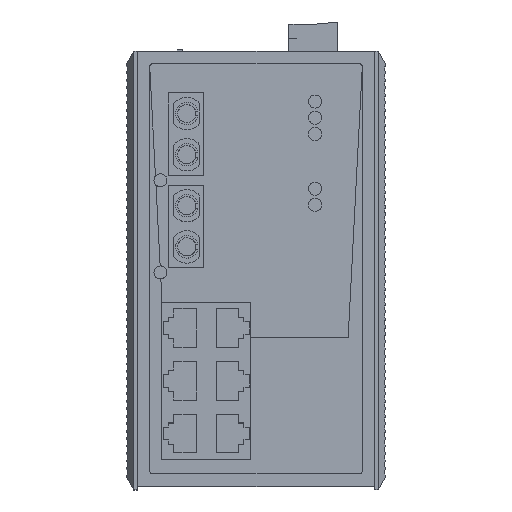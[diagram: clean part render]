
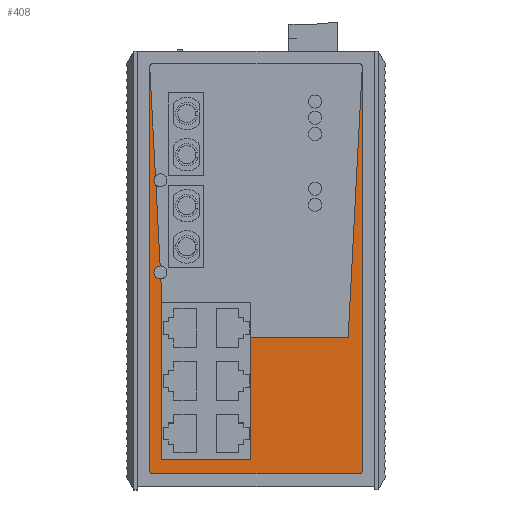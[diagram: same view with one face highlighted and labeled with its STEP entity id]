
A CAD part, top view. The second image highlights one B-rep face of the part: STEP entity #408.
In plain terms, the highlighted planar face has unit normal (0, 0, 1).
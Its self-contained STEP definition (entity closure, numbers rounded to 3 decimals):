
#261=AXIS2_PLACEMENT_3D('Plane Axis2P3D',#258,#259,#260) ;
#274=AXIS2_PLACEMENT_3D('Circle Axis2P3D',#272,#273,$) ;
#281=AXIS2_PLACEMENT_3D('Circle Axis2P3D',#279,#280,$) ;
#378=AXIS2_PLACEMENT_3D('Circle Axis2P3D',#376,#377,$) ;
#385=AXIS2_PLACEMENT_3D('Circle Axis2P3D',#383,#384,$) ;
#40=CARTESIAN_POINT('Vertex',(7.277,5.8,113.2)) ;
#45=CARTESIAN_POINT('Line Origine',(7.277,68.,113.2)) ;
#49=CARTESIAN_POINT('Vertex',(7.277,130.2,113.2)) ;
#258=CARTESIAN_POINT('Axis2P3D Location',(0.,0.5,113.2)) ;
#263=CARTESIAN_POINT('Line Origine',(9.837,81.352,113.2)) ;
#267=CARTESIAN_POINT('Vertex',(9.183,93.836,113.2)) ;
#269=CARTESIAN_POINT('Vertex',(10.491,68.868,113.2)) ;
#272=CARTESIAN_POINT('Axis2P3D Location',(10.577,95.27,113.2)) ;
#276=CARTESIAN_POINT('Vertex',(8.577,95.27,113.2)) ;
#279=CARTESIAN_POINT('Axis2P3D Location',(10.577,95.27,113.2)) ;
#283=CARTESIAN_POINT('Vertex',(9.041,96.55,113.2)) ;
#286=CARTESIAN_POINT('Line Origine',(8.159,113.375,113.2)) ;
#292=CARTESIAN_POINT('Control Point',(8.277,4.8,113.2)) ;
#293=CARTESIAN_POINT('Control Point',(7.884,4.8,113.2)) ;
#294=CARTESIAN_POINT('Control Point',(7.487,5.01,113.2)) ;
#295=CARTESIAN_POINT('Control Point',(7.277,5.407,113.2)) ;
#296=CARTESIAN_POINT('Control Point',(7.277,5.8,113.2)) ;
#297=CARTESIAN_POINT('Vertex',(8.277,4.8,113.2)) ;
#301=CARTESIAN_POINT('Control Point',(71.777,4.8,113.2)) ;
#302=CARTESIAN_POINT('Control Point',(55.902,4.8,113.2)) ;
#303=CARTESIAN_POINT('Control Point',(40.027,4.8,113.2)) ;
#304=CARTESIAN_POINT('Control Point',(24.152,4.8,113.2)) ;
#305=CARTESIAN_POINT('Control Point',(8.277,4.8,113.2)) ;
#306=CARTESIAN_POINT('Vertex',(71.777,4.8,113.2)) ;
#310=CARTESIAN_POINT('Control Point',(72.777,5.8,113.2)) ;
#311=CARTESIAN_POINT('Control Point',(72.777,5.407,113.2)) ;
#312=CARTESIAN_POINT('Control Point',(72.568,5.01,113.2)) ;
#313=CARTESIAN_POINT('Control Point',(72.17,4.8,113.2)) ;
#314=CARTESIAN_POINT('Control Point',(71.777,4.8,113.2)) ;
#315=CARTESIAN_POINT('Vertex',(72.777,5.8,113.2)) ;
#319=CARTESIAN_POINT('Control Point',(72.777,130.2,113.2)) ;
#320=CARTESIAN_POINT('Control Point',(72.777,99.1,113.2)) ;
#321=CARTESIAN_POINT('Control Point',(72.777,68.,113.2)) ;
#322=CARTESIAN_POINT('Control Point',(72.777,36.9,113.2)) ;
#323=CARTESIAN_POINT('Control Point',(72.777,5.8,113.2)) ;
#324=CARTESIAN_POINT('Vertex',(72.777,130.2,113.2)) ;
#327=CARTESIAN_POINT('Line Origine',(70.595,88.567,113.2)) ;
#331=CARTESIAN_POINT('Vertex',(68.413,46.933,113.2)) ;
#334=CARTESIAN_POINT('Line Origine',(53.42,46.933,113.2)) ;
#338=CARTESIAN_POINT('Vertex',(38.427,46.933,113.2)) ;
#341=CARTESIAN_POINT('Line Origine',(38.427,28.082,113.2)) ;
#345=CARTESIAN_POINT('Vertex',(38.427,9.23,113.2)) ;
#348=CARTESIAN_POINT('Line Origine',(24.702,9.23,113.2)) ;
#352=CARTESIAN_POINT('Vertex',(10.977,9.23,113.2)) ;
#355=CARTESIAN_POINT('Line Origine',(10.977,33.49,113.2)) ;
#359=CARTESIAN_POINT('Vertex',(10.977,57.75,113.2)) ;
#362=CARTESIAN_POINT('Line Origine',(11.026,57.75,113.2)) ;
#366=CARTESIAN_POINT('Vertex',(11.074,57.75,113.2)) ;
#369=CARTESIAN_POINT('Line Origine',(10.887,61.312,113.2)) ;
#373=CARTESIAN_POINT('Vertex',(10.701,64.874,113.2)) ;
#376=CARTESIAN_POINT('Axis2P3D Location',(10.577,66.87,113.2)) ;
#380=CARTESIAN_POINT('Vertex',(8.577,66.87,113.2)) ;
#383=CARTESIAN_POINT('Axis2P3D Location',(10.577,66.87,113.2)) ;
#46=DIRECTION('Vector Direction',(0.,1.,0.)) ;
#259=DIRECTION('Axis2P3D Direction',(0.,0.,1.)) ;
#260=DIRECTION('Axis2P3D XDirection',(1.,0.,0.)) ;
#264=DIRECTION('Vector Direction',(0.052,-0.999,0.)) ;
#273=DIRECTION('Axis2P3D Direction',(0.,0.,1.)) ;
#280=DIRECTION('Axis2P3D Direction',(0.,0.,1.)) ;
#287=DIRECTION('Vector Direction',(0.052,-0.999,0.)) ;
#328=DIRECTION('Vector Direction',(-0.052,-0.999,0.)) ;
#335=DIRECTION('Vector Direction',(1.,0.,0.)) ;
#342=DIRECTION('Vector Direction',(0.,1.,0.)) ;
#349=DIRECTION('Vector Direction',(1.,0.,0.)) ;
#356=DIRECTION('Vector Direction',(0.,-1.,0.)) ;
#363=DIRECTION('Vector Direction',(1.,0.,0.)) ;
#370=DIRECTION('Vector Direction',(0.052,-0.999,0.)) ;
#377=DIRECTION('Axis2P3D Direction',(0.,0.,1.)) ;
#384=DIRECTION('Axis2P3D Direction',(0.,0.,1.)) ;
#47=VECTOR('Line Direction',#46,1.) ;
#265=VECTOR('Line Direction',#264,1.) ;
#288=VECTOR('Line Direction',#287,1.) ;
#329=VECTOR('Line Direction',#328,1.) ;
#336=VECTOR('Line Direction',#335,1.) ;
#343=VECTOR('Line Direction',#342,1.) ;
#350=VECTOR('Line Direction',#349,1.) ;
#357=VECTOR('Line Direction',#356,1.) ;
#364=VECTOR('Line Direction',#363,1.) ;
#371=VECTOR('Line Direction',#370,1.) ;
#389=ORIENTED_EDGE('',*,*,#271,.F.) ;
#390=ORIENTED_EDGE('',*,*,#278,.F.) ;
#391=ORIENTED_EDGE('',*,*,#285,.F.) ;
#392=ORIENTED_EDGE('',*,*,#290,.F.) ;
#393=ORIENTED_EDGE('',*,*,#51,.T.) ;
#394=ORIENTED_EDGE('',*,*,#299,.T.) ;
#395=ORIENTED_EDGE('',*,*,#308,.T.) ;
#396=ORIENTED_EDGE('',*,*,#317,.T.) ;
#397=ORIENTED_EDGE('',*,*,#326,.T.) ;
#398=ORIENTED_EDGE('',*,*,#333,.T.) ;
#399=ORIENTED_EDGE('',*,*,#340,.F.) ;
#400=ORIENTED_EDGE('',*,*,#347,.F.) ;
#401=ORIENTED_EDGE('',*,*,#354,.F.) ;
#402=ORIENTED_EDGE('',*,*,#361,.F.) ;
#403=ORIENTED_EDGE('',*,*,#368,.F.) ;
#404=ORIENTED_EDGE('',*,*,#375,.F.) ;
#405=ORIENTED_EDGE('',*,*,#382,.F.) ;
#406=ORIENTED_EDGE('',*,*,#387,.F.) ;
#408=ADVANCED_FACE('SWITCH',(#407),#262,.T.) ;
#291=B_SPLINE_CURVE_WITH_KNOTS('',4,(#292,#293,#294,#295,#296),.UNSPECIFIED.,.F.,.U.,(5,5),(0.,1.685),.UNSPECIFIED.) ;
#300=B_SPLINE_CURVE_WITH_KNOTS('',4,(#301,#302,#303,#304,#305),.UNSPECIFIED.,.F.,.U.,(5,5),(0.,63.5),.UNSPECIFIED.) ;
#309=B_SPLINE_CURVE_WITH_KNOTS('',4,(#310,#311,#312,#313,#314),.UNSPECIFIED.,.F.,.U.,(5,5),(0.,1.685),.UNSPECIFIED.) ;
#318=B_SPLINE_CURVE_WITH_KNOTS('',4,(#319,#320,#321,#322,#323),.UNSPECIFIED.,.F.,.U.,(5,5),(0.,124.4),.UNSPECIFIED.) ;
#275=CIRCLE('generated circle',#274,2.) ;
#282=CIRCLE('generated circle',#281,2.) ;
#379=CIRCLE('generated circle',#378,2.) ;
#386=CIRCLE('generated circle',#385,2.) ;
#51=EDGE_CURVE('',#50,#41,#48,.F.) ;
#271=EDGE_CURVE('',#268,#270,#266,.T.) ;
#278=EDGE_CURVE('',#277,#268,#275,.T.) ;
#285=EDGE_CURVE('',#284,#277,#282,.T.) ;
#290=EDGE_CURVE('',#50,#284,#289,.T.) ;
#299=EDGE_CURVE('',#41,#298,#291,.F.) ;
#308=EDGE_CURVE('',#298,#307,#300,.F.) ;
#317=EDGE_CURVE('',#307,#316,#309,.F.) ;
#326=EDGE_CURVE('',#316,#325,#318,.F.) ;
#333=EDGE_CURVE('',#325,#332,#330,.T.) ;
#340=EDGE_CURVE('',#339,#332,#337,.T.) ;
#347=EDGE_CURVE('',#346,#339,#344,.T.) ;
#354=EDGE_CURVE('',#353,#346,#351,.T.) ;
#361=EDGE_CURVE('',#360,#353,#358,.T.) ;
#368=EDGE_CURVE('',#367,#360,#365,.F.) ;
#375=EDGE_CURVE('',#374,#367,#372,.T.) ;
#382=EDGE_CURVE('',#381,#374,#379,.T.) ;
#387=EDGE_CURVE('',#270,#381,#386,.T.) ;
#388=EDGE_LOOP('',(#389,#390,#391,#392,#393,#394,#395,#396,#397,#398,#399,#400,#401,#402,#403,#404,#405,#406)) ;
#407=FACE_OUTER_BOUND('',#388,.T.) ;
#48=LINE('Line',#45,#47) ;
#266=LINE('Line',#263,#265) ;
#289=LINE('Line',#286,#288) ;
#330=LINE('Line',#327,#329) ;
#337=LINE('Line',#334,#336) ;
#344=LINE('Line',#341,#343) ;
#351=LINE('Line',#348,#350) ;
#358=LINE('Line',#355,#357) ;
#365=LINE('Line',#362,#364) ;
#372=LINE('Line',#369,#371) ;
#262=PLANE('',#261) ;
#41=VERTEX_POINT('',#40) ;
#50=VERTEX_POINT('',#49) ;
#268=VERTEX_POINT('',#267) ;
#270=VERTEX_POINT('',#269) ;
#277=VERTEX_POINT('',#276) ;
#284=VERTEX_POINT('',#283) ;
#298=VERTEX_POINT('',#297) ;
#307=VERTEX_POINT('',#306) ;
#316=VERTEX_POINT('',#315) ;
#325=VERTEX_POINT('',#324) ;
#332=VERTEX_POINT('',#331) ;
#339=VERTEX_POINT('',#338) ;
#346=VERTEX_POINT('',#345) ;
#353=VERTEX_POINT('',#352) ;
#360=VERTEX_POINT('',#359) ;
#367=VERTEX_POINT('',#366) ;
#374=VERTEX_POINT('',#373) ;
#381=VERTEX_POINT('',#380) ;
